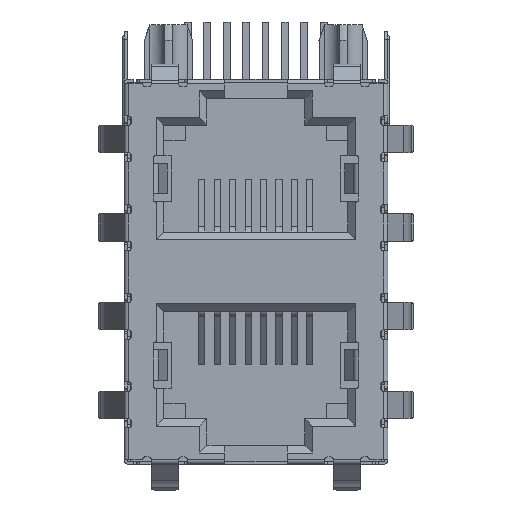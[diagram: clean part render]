
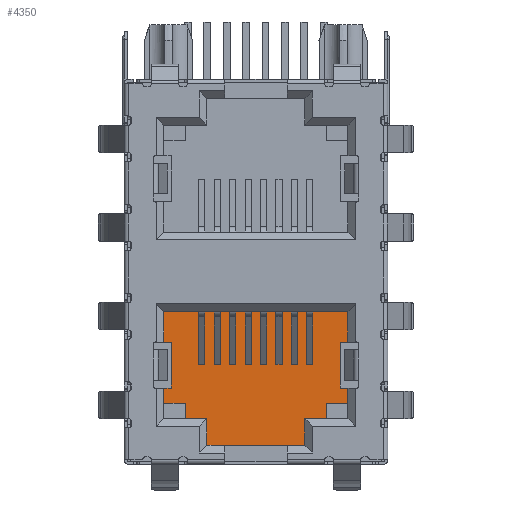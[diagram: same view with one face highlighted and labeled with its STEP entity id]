
A CAD part, front view. The second image highlights one B-rep face of the part: STEP entity #4350.
In plain terms, the highlighted planar face has unit normal (0, -1, 0).
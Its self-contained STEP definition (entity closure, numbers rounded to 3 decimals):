
#4350 = ADVANCED_FACE( '', ( #8765 ), #8766, .F. );
#8765 = FACE_OUTER_BOUND( '', #13388, .T. );
#8766 = PLANE( '', #13389 );
#13388 = EDGE_LOOP( '', ( #26802, #26803, #26804, #26805, #26806, #26807, #26808, #26809, #26810, #26811, #26812, #26813, #26814, #26815, #26816, #26817, #26818, #26819, #26820, #26821 ) );
#13389 = AXIS2_PLACEMENT_3D( '', #26822, #26823, #26824 );
#26802 = ORIENTED_EDGE( '', *, *, #32062, .F. );
#26803 = ORIENTED_EDGE( '', *, *, #28952, .F. );
#26804 = ORIENTED_EDGE( '', *, *, #31698, .F. );
#26805 = ORIENTED_EDGE( '', *, *, #29337, .F. );
#26806 = ORIENTED_EDGE( '', *, *, #31951, .F. );
#26807 = ORIENTED_EDGE( '', *, *, #32142, .F. );
#26808 = ORIENTED_EDGE( '', *, *, #27775, .F. );
#26809 = ORIENTED_EDGE( '', *, *, #28638, .T. );
#26810 = ORIENTED_EDGE( '', *, *, #31716, .T. );
#26811 = ORIENTED_EDGE( '', *, *, #30954, .F. );
#26812 = ORIENTED_EDGE( '', *, *, #31649, .F. );
#26813 = ORIENTED_EDGE( '', *, *, #29343, .F. );
#26814 = ORIENTED_EDGE( '', *, *, #27989, .F. );
#26815 = ORIENTED_EDGE( '', *, *, #31714, .F. );
#26816 = ORIENTED_EDGE( '', *, *, #27648, .F. );
#26817 = ORIENTED_EDGE( '', *, *, #30093, .F. );
#26818 = ORIENTED_EDGE( '', *, *, #32226, .T. );
#26819 = ORIENTED_EDGE( '', *, *, #30673, .T. );
#26820 = ORIENTED_EDGE( '', *, *, #31459, .T. );
#26821 = ORIENTED_EDGE( '', *, *, #30584, .F. );
#26822 = CARTESIAN_POINT( '', ( -6.025, -3.025, -2.6 ) );
#26823 = DIRECTION( '', ( 0., 1., 0. ) );
#26824 = DIRECTION( '', ( 0., 0., 1. ) );
#27648 = EDGE_CURVE( '', #33335, #33331, #33337, .T. );
#27775 = EDGE_CURVE( '', #33554, #33556, #33557, .T. );
#27989 = EDGE_CURVE( '', #33933, #33935, #33936, .T. );
#28638 = EDGE_CURVE( '', #33554, #35064, #35065, .T. );
#28952 = EDGE_CURVE( '', #35560, #35562, #35563, .T. );
#29337 = EDGE_CURVE( '', #36169, #36158, #36171, .T. );
#29343 = EDGE_CURVE( '', #33935, #36179, #36180, .T. );
#30093 = EDGE_CURVE( '', #37303, #33335, #37305, .T. );
#30584 = EDGE_CURVE( '', #38023, #38026, #38027, .T. );
#30673 = EDGE_CURVE( '', #38150, #38152, #38154, .T. );
#30954 = EDGE_CURVE( '', #38540, #38541, #38542, .T. );
#31459 = EDGE_CURVE( '', #38152, #38026, #39201, .T. );
#31649 = EDGE_CURVE( '', #36179, #38540, #39432, .T. );
#31698 = EDGE_CURVE( '', #36158, #35560, #39488, .T. );
#31714 = EDGE_CURVE( '', #33331, #33933, #39508, .T. );
#31716 = EDGE_CURVE( '', #35064, #38541, #39510, .T. );
#31951 = EDGE_CURVE( '', #39777, #36169, #39779, .T. );
#32062 = EDGE_CURVE( '', #35562, #38023, #39906, .T. );
#32142 = EDGE_CURVE( '', #33556, #39777, #39997, .T. );
#32226 = EDGE_CURVE( '', #37303, #38150, #40095, .T. );
#33331 = VERTEX_POINT( '', #41474 );
#33335 = VERTEX_POINT( '', #41480 );
#33337 = LINE( '', #41483, #41484 );
#33554 = VERTEX_POINT( '', #41781 );
#33556 = VERTEX_POINT( '', #41784 );
#33557 = LINE( '', #41785, #41786 );
#33933 = VERTEX_POINT( '', #42323 );
#33935 = VERTEX_POINT( '', #42326 );
#33936 = LINE( '', #42327, #42328 );
#35064 = VERTEX_POINT( '', #43933 );
#35065 = LINE( '', #43934, #43935 );
#35560 = VERTEX_POINT( '', #44604 );
#35562 = VERTEX_POINT( '', #44607 );
#35563 = LINE( '', #44608, #44609 );
#36158 = VERTEX_POINT( '', #45465 );
#36169 = VERTEX_POINT( '', #45482 );
#36171 = LINE( '', #45485, #45486 );
#36179 = VERTEX_POINT( '', #45497 );
#36180 = LINE( '', #45498, #45499 );
#37303 = VERTEX_POINT( '', #47073 );
#37305 = LINE( '', #47076, #47077 );
#38023 = VERTEX_POINT( '', #48063 );
#38026 = VERTEX_POINT( '', #48067 );
#38027 = LINE( '', #48068, #48069 );
#38150 = VERTEX_POINT( '', #48248 );
#38152 = VERTEX_POINT( '', #48251 );
#38154 = LINE( '', #48254, #48255 );
#38540 = VERTEX_POINT( '', #48814 );
#38541 = VERTEX_POINT( '', #48815 );
#38542 = LINE( '', #48816, #48817 );
#39201 = LINE( '', #49780, #49781 );
#39432 = LINE( '', #50155, #50156 );
#39488 = LINE( '', #50241, #50242 );
#39508 = LINE( '', #50269, #50270 );
#39510 = LINE( '', #50272, #50273 );
#39777 = VERTEX_POINT( '', #50673 );
#39779 = LINE( '', #50676, #50677 );
#39906 = LINE( '', #50860, #50861 );
#39997 = LINE( '', #51012, #51013 );
#40095 = LINE( '', #51147, #51148 );
#41474 = CARTESIAN_POINT( '', ( 6.025, -3.025, -2.6 ) );
#41480 = CARTESIAN_POINT( '', ( -6.025, -3.025, -2.6 ) );
#41483 = CARTESIAN_POINT( '', ( -6.025, -3.025, -2.6 ) );
#41484 = VECTOR( '', #52209, 1000. );
#41781 = CARTESIAN_POINT( '', ( 4.615, -3.025, -9.6 ) );
#41784 = CARTESIAN_POINT( '', ( 3.205, -3.025, -9.6 ) );
#41785 = CARTESIAN_POINT( '', ( 6.025, -3.025, -9.6 ) );
#41786 = VECTOR( '', #52364, 1000. );
#42323 = CARTESIAN_POINT( '', ( 6.025, -3.025, -4.6 ) );
#42326 = CARTESIAN_POINT( '', ( 5.535, -3.025, -4.6 ) );
#42327 = CARTESIAN_POINT( '', ( -6.025, -3.025, -4.6 ) );
#42328 = VECTOR( '', #52598, 1000. );
#43933 = CARTESIAN_POINT( '', ( 4.615, -3.025, -8.6 ) );
#43934 = CARTESIAN_POINT( '', ( 4.615, -3.025, -2.6 ) );
#43935 = VECTOR( '', #53436, 1000. );
#44604 = CARTESIAN_POINT( '', ( -4.615, -3.025, -9.6 ) );
#44607 = CARTESIAN_POINT( '', ( -4.615, -3.025, -8.6 ) );
#44608 = CARTESIAN_POINT( '', ( -4.615, -3.025, -2.6 ) );
#44609 = VECTOR( '', #53849, 1000. );
#45465 = CARTESIAN_POINT( '', ( -3.205, -3.025, -9.6 ) );
#45482 = CARTESIAN_POINT( '', ( -3.205, -3.025, -11.35 ) );
#45485 = CARTESIAN_POINT( '', ( -3.205, -3.025, -11.35 ) );
#45486 = VECTOR( '', #54283, 1000. );
#45497 = CARTESIAN_POINT( '', ( 5.535, -3.025, -7.6 ) );
#45498 = CARTESIAN_POINT( '', ( 5.535, -3.025, -2.6 ) );
#45499 = VECTOR( '', #54287, 1000. );
#47073 = CARTESIAN_POINT( '', ( -6.025, -3.025, -4.6 ) );
#47076 = CARTESIAN_POINT( '', ( -6.025, -3.025, -9.6 ) );
#47077 = VECTOR( '', #55157, 1000. );
#48063 = CARTESIAN_POINT( '', ( -6.025, -3.025, -8.6 ) );
#48067 = CARTESIAN_POINT( '', ( -6.025, -3.025, -7.6 ) );
#48068 = CARTESIAN_POINT( '', ( -6.025, -3.025, -9.6 ) );
#48069 = VECTOR( '', #55807, 1000. );
#48248 = CARTESIAN_POINT( '', ( -5.535, -3.025, -4.6 ) );
#48251 = CARTESIAN_POINT( '', ( -5.535, -3.025, -7.6 ) );
#48254 = CARTESIAN_POINT( '', ( -5.535, -3.025, -2.6 ) );
#48255 = VECTOR( '', #55905, 1000. );
#48814 = CARTESIAN_POINT( '', ( 6.025, -3.025, -7.6 ) );
#48815 = CARTESIAN_POINT( '', ( 6.025, -3.025, -8.6 ) );
#48816 = CARTESIAN_POINT( '', ( 6.025, -3.025, -2.6 ) );
#48817 = VECTOR( '', #56211, 1000. );
#49780 = CARTESIAN_POINT( '', ( -6.025, -3.025, -7.6 ) );
#49781 = VECTOR( '', #56728, 1000. );
#50155 = CARTESIAN_POINT( '', ( -6.025, -3.025, -7.6 ) );
#50156 = VECTOR( '', #56894, 1000. );
#50241 = CARTESIAN_POINT( '', ( -3.205, -3.025, -9.6 ) );
#50242 = VECTOR( '', #56934, 1000. );
#50269 = CARTESIAN_POINT( '', ( 6.025, -3.025, -2.6 ) );
#50270 = VECTOR( '', #56948, 1000. );
#50272 = CARTESIAN_POINT( '', ( -6.025, -3.025, -8.6 ) );
#50273 = VECTOR( '', #56949, 1000. );
#50673 = CARTESIAN_POINT( '', ( 3.205, -3.025, -11.35 ) );
#50676 = CARTESIAN_POINT( '', ( 3.205, -3.025, -11.35 ) );
#50677 = VECTOR( '', #57141, 1000. );
#50860 = CARTESIAN_POINT( '', ( -6.025, -3.025, -8.6 ) );
#50861 = VECTOR( '', #57261, 1000. );
#51012 = CARTESIAN_POINT( '', ( 3.205, -3.025, -9.6 ) );
#51013 = VECTOR( '', #57343, 1000. );
#51147 = CARTESIAN_POINT( '', ( -6.025, -3.025, -4.6 ) );
#51148 = VECTOR( '', #57402, 1000. );
#52209 = DIRECTION( '', ( 1., 0., 0. ) );
#52364 = DIRECTION( '', ( -1., 0., 0. ) );
#52598 = DIRECTION( '', ( -1., 0., 0. ) );
#53436 = DIRECTION( '', ( 0., 0., 1. ) );
#53849 = DIRECTION( '', ( 0., 0., 1. ) );
#54283 = DIRECTION( '', ( 0., 0., 1. ) );
#54287 = DIRECTION( '', ( 0., 0., -1. ) );
#55157 = DIRECTION( '', ( 0., 0., 1. ) );
#55807 = DIRECTION( '', ( 0., 0., 1. ) );
#55905 = DIRECTION( '', ( 0., 0., -1. ) );
#56211 = DIRECTION( '', ( 0., 0., -1. ) );
#56728 = DIRECTION( '', ( -1., 0., 0. ) );
#56894 = DIRECTION( '', ( 1., 0., 0. ) );
#56934 = DIRECTION( '', ( -1., 0., 0. ) );
#56948 = DIRECTION( '', ( 0., 0., -1. ) );
#56949 = DIRECTION( '', ( 1., 0., 0. ) );
#57141 = DIRECTION( '', ( -1., 0., 0. ) );
#57261 = DIRECTION( '', ( -1., 0., 0. ) );
#57343 = DIRECTION( '', ( 0., 0., -1. ) );
#57402 = DIRECTION( '', ( 1., 0., 0. ) );
